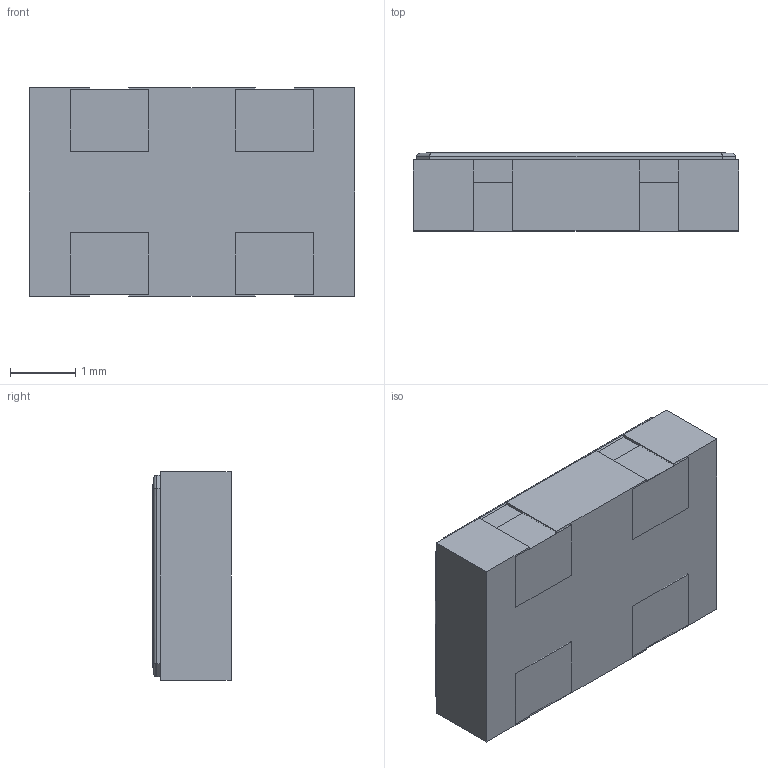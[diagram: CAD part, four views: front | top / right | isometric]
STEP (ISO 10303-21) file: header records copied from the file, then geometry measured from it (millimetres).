
FILE_DESCRIPTION (( 'STEP AP214' ), '1' );
FILE_NAME ('7B97AAC9-DC0A-4153-B78B-A5A08A67FBAB.STEP', '2023-05-03T15:11:31', ( '' ), ( '' ), 'SwSTEP 2.0', 'SolidWorks 2022', '' );
FILE_SCHEMA (( 'AUTOMOTIVE_DESIGN' ));
Length unit declared in the file: millimetre
Products named in the file (1): 7B97AAC9-DC0A-4153-B78B-A5A08A67FBAB
Bounding box: 5 x 1.22 x 3.2 mm (x, y, z)
Surface area: 131.4 mm2
Topology: 14 solids, 14 shells, 177 faces, 439 edges, 290 vertices
Faces by surface type: plane 131, bspline 38, cylinder 8
Entity records: 10451 total; most frequent: CARTESIAN_POINT 4417, ORIENTED_EDGE 878, DIRECTION 635, EDGE_CURVE 439, VECTOR 355, LINE 355, VERTEX_POINT 290, UNCERTAINTY_MEASURE_WITH_UNIT 193
